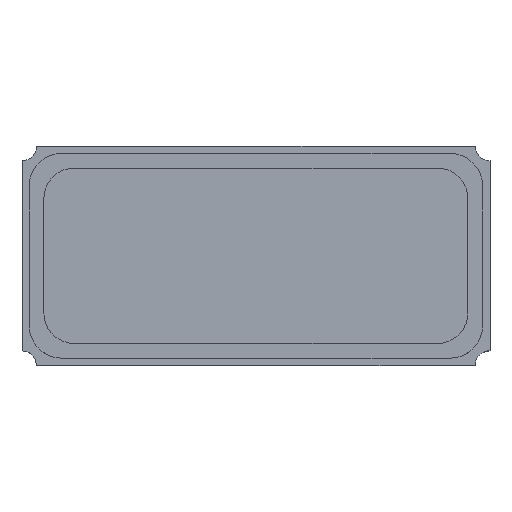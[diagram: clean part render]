
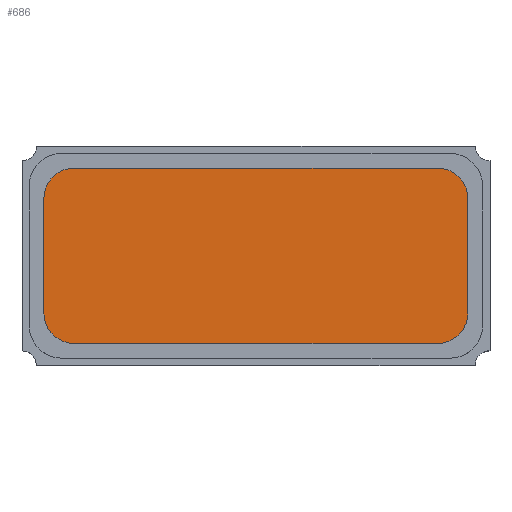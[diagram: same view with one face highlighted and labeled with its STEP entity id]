
A CAD part, top view. The second image highlights one B-rep face of the part: STEP entity #686.
In plain terms, the highlighted planar face has unit normal (0, 0, 1).
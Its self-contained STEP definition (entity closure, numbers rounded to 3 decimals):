
#56 = ORIENTED_EDGE ( 'NONE', *, *, #1004, .F. ) ;
#82 = CARTESIAN_POINT ( 'NONE',  ( -1.45, 0.391, 0.64 ) ) ;
#86 = AXIS2_PLACEMENT_3D ( 'NONE', #461, #350, #627 ) ;
#95 = EDGE_CURVE ( 'NONE', #979, #307, #778, .T. ) ;
#113 = VECTOR ( 'NONE', #392, 1000. ) ;
#120 = EDGE_CURVE ( 'NONE', #849, #1033, #422, .T. ) ;
#186 = VECTOR ( 'NONE', #602, 1000. ) ;
#191 = PLANE ( 'NONE',  #449 ) ;
#209 = CARTESIAN_POINT ( 'NONE',  ( -1.241, -0.6, 0.64 ) ) ;
#228 = VERTEX_POINT ( 'NONE', #235 ) ;
#230 = CARTESIAN_POINT ( 'NONE',  ( -1.241, 0.391, 0.64 ) ) ;
#235 = CARTESIAN_POINT ( 'NONE',  ( -1.45, -0.391, 0.64 ) ) ;
#307 = VERTEX_POINT ( 'NONE', #1016 ) ;
#308 = EDGE_LOOP ( 'NONE', ( #1189, #1173, #774, #56, #821, #472, #1129, #994 ) ) ;
#332 = CARTESIAN_POINT ( 'NONE',  ( 1.241, -0.391, 0.64 ) ) ;
#336 = DIRECTION ( 'NONE',  ( 0., 0., -1. ) ) ;
#337 = CIRCLE ( 'NONE', #86, 0.209 ) ;
#350 = DIRECTION ( 'NONE',  ( 0., 0., -1. ) ) ;
#358 = DIRECTION ( 'NONE',  ( 0., 0., 1. ) ) ;
#392 = DIRECTION ( 'NONE',  ( 0., 1., 0. ) ) ;
#393 = CARTESIAN_POINT ( 'NONE',  ( 1.241, 0.6, 0.64 ) ) ;
#422 = CIRCLE ( 'NONE', #869, 0.209 ) ;
#432 = CARTESIAN_POINT ( 'NONE',  ( -1.241, -0.391, 0.64 ) ) ;
#449 = AXIS2_PLACEMENT_3D ( 'NONE', #846, #358, #458 ) ;
#458 = DIRECTION ( 'NONE',  ( 0., -1., 0. ) ) ;
#461 = CARTESIAN_POINT ( 'NONE',  ( 1.241, 0.391, 0.64 ) ) ;
#472 = ORIENTED_EDGE ( 'NONE', *, *, #1027, .F. ) ;
#522 = AXIS2_PLACEMENT_3D ( 'NONE', #332, #336, #1167 ) ;
#538 = CARTESIAN_POINT ( 'NONE',  ( 1.45, -0.391, 0.64 ) ) ;
#579 = DIRECTION ( 'NONE',  ( -1., 0., 0. ) ) ;
#602 = DIRECTION ( 'NONE',  ( 1., 0., 0. ) ) ;
#607 = DIRECTION ( 'NONE',  ( 0., 0., -1. ) ) ;
#618 = VERTEX_POINT ( 'NONE', #393 ) ;
#626 = DIRECTION ( 'NONE',  ( 0., -1., 0. ) ) ;
#627 = DIRECTION ( 'NONE',  ( -1., 0., 0. ) ) ;
#651 = VECTOR ( 'NONE', #579, 1000. ) ;
#659 = CARTESIAN_POINT ( 'NONE',  ( 1.45, -1.391, 0.64 ) ) ;
#686 = ADVANCED_FACE ( 'NONE', ( #709 ), #191, .T. ) ;
#709 = FACE_OUTER_BOUND ( 'NONE', #308, .T. ) ;
#719 = EDGE_CURVE ( 'NONE', #849, #228, #828, .T. ) ;
#721 = CIRCLE ( 'NONE', #522, 0.209 ) ;
#722 = VECTOR ( 'NONE', #626, 1000. ) ;
#774 = ORIENTED_EDGE ( 'NONE', *, *, #719, .T. ) ;
#778 = LINE ( 'NONE', #209, #186 ) ;
#795 = AXIS2_PLACEMENT_3D ( 'NONE', #432, #607, #1169 ) ;
#821 = ORIENTED_EDGE ( 'NONE', *, *, #95, .T. ) ;
#828 = LINE ( 'NONE', #1186, #722 ) ;
#846 = CARTESIAN_POINT ( 'NONE',  ( 0., -0.5, 0.64 ) ) ;
#849 = VERTEX_POINT ( 'NONE', #82 ) ;
#856 = LINE ( 'NONE', #659, #113 ) ;
#857 = CARTESIAN_POINT ( 'NONE',  ( 1.241, 0.6, 0.64 ) ) ;
#859 = CIRCLE ( 'NONE', #795, 0.209 ) ;
#869 = AXIS2_PLACEMENT_3D ( 'NONE', #230, #985, #888 ) ;
#888 = DIRECTION ( 'NONE',  ( -1., 0., 0. ) ) ;
#900 = EDGE_CURVE ( 'NONE', #618, #1033, #1182, .T. ) ;
#946 = VERTEX_POINT ( 'NONE', #1153 ) ;
#967 = CARTESIAN_POINT ( 'NONE',  ( -1.241, -0.6, 0.64 ) ) ;
#977 = CARTESIAN_POINT ( 'NONE',  ( -1.241, 0.6, 0.64 ) ) ;
#979 = VERTEX_POINT ( 'NONE', #967 ) ;
#985 = DIRECTION ( 'NONE',  ( 0., 0., -1. ) ) ;
#994 = ORIENTED_EDGE ( 'NONE', *, *, #1096, .F. ) ;
#1004 = EDGE_CURVE ( 'NONE', #979, #228, #859, .T. ) ;
#1016 = CARTESIAN_POINT ( 'NONE',  ( 1.241, -0.6, 0.64 ) ) ;
#1027 = EDGE_CURVE ( 'NONE', #1102, #307, #721, .T. ) ;
#1033 = VERTEX_POINT ( 'NONE', #977 ) ;
#1096 = EDGE_CURVE ( 'NONE', #618, #946, #337, .T. ) ;
#1102 = VERTEX_POINT ( 'NONE', #538 ) ;
#1129 = ORIENTED_EDGE ( 'NONE', *, *, #1201, .T. ) ;
#1153 = CARTESIAN_POINT ( 'NONE',  ( 1.45, 0.391, 0.64 ) ) ;
#1167 = DIRECTION ( 'NONE',  ( -1., 0., 0. ) ) ;
#1169 = DIRECTION ( 'NONE',  ( -1., 0., 0. ) ) ;
#1173 = ORIENTED_EDGE ( 'NONE', *, *, #120, .F. ) ;
#1182 = LINE ( 'NONE', #857, #651 ) ;
#1186 = CARTESIAN_POINT ( 'NONE',  ( -1.45, 0.391, 0.64 ) ) ;
#1189 = ORIENTED_EDGE ( 'NONE', *, *, #900, .T. ) ;
#1201 = EDGE_CURVE ( 'NONE', #1102, #946, #856, .T. ) ;
